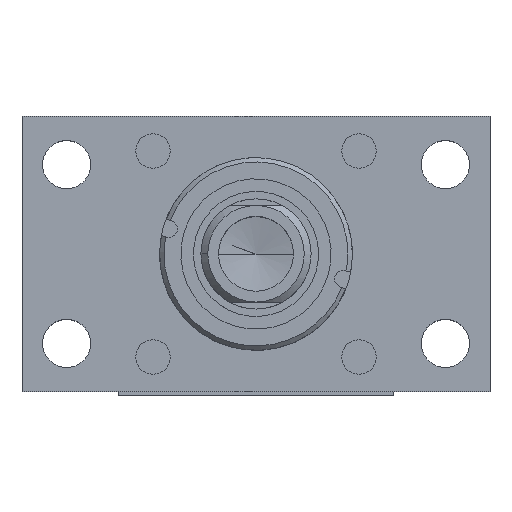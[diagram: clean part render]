
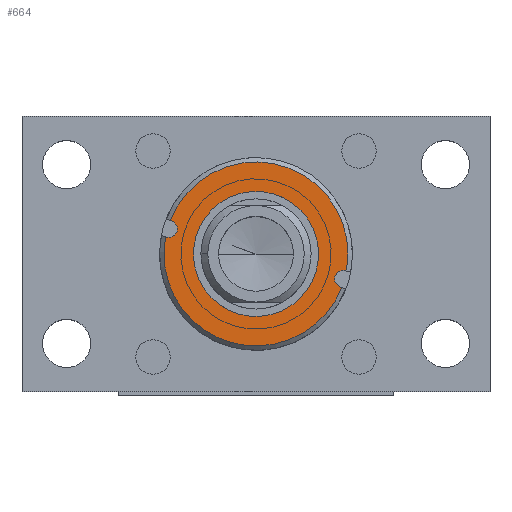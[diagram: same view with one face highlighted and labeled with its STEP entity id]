
A CAD part, top view. The second image highlights one B-rep face of the part: STEP entity #664.
In plain terms, the highlighted planar face has unit normal (0, 0, 1).
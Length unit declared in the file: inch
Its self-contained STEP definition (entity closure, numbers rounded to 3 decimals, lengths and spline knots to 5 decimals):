
#68 = CARTESIAN_POINT ( 'NONE',  ( 19.49558, 31.46727, -2.69734 ) ) ;
#105 = AXIS2_PLACEMENT_3D ( 'NONE', #2534, #7829, #3157 ) ;
#106 = ORIENTED_EDGE ( 'NONE', *, *, #4572, .T. ) ;
#109 = DIRECTION ( 'NONE',  ( 1., 0., 0. ) ) ;
#155 = DIRECTION ( 'NONE',  ( 0., -1., 0. ) ) ;
#247 = DIRECTION ( 'NONE',  ( 1., 0., 0. ) ) ;
#348 = DIRECTION ( 'NONE',  ( 0., -1., 0. ) ) ;
#479 = CIRCLE ( 'NONE', #2951, 0.5675 ) ;
#509 = ORIENTED_EDGE ( 'NONE', *, *, #1922, .T. ) ;
#601 = ORIENTED_EDGE ( 'NONE', *, *, #8492, .F. ) ;
#659 = DIRECTION ( 'NONE',  ( 1., 0., 0. ) ) ;
#664 = ADVANCED_FACE ( 'NONE', ( #3866, #4890 ), #8528, .F. ) ;
#738 = VERTEX_POINT ( 'NONE', #7267 ) ;
#777 = DIRECTION ( 'NONE',  ( 0., 0., -1. ) ) ;
#802 = CARTESIAN_POINT ( 'NONE',  ( 19.33958, 31.20342, -2.69734 ) ) ;
#819 = DIRECTION ( 'NONE',  ( -1., 0., 0. ) ) ;
#879 = EDGE_LOOP ( 'NONE', ( #601, #4190 ) ) ;
#922 = LINE ( 'NONE', #802, #1437 ) ;
#961 = AXIS2_PLACEMENT_3D ( 'NONE', #3337, #4053, #659 ) ;
#1014 = CARTESIAN_POINT ( 'NONE',  ( 19.41758, 30.63592, -2.69734 ) ) ;
#1122 = ORIENTED_EDGE ( 'NONE', *, *, #7044, .F. ) ;
#1435 = VERTEX_POINT ( 'NONE', #6987 ) ;
#1437 = VECTOR ( 'NONE', #155, 39.37008 ) ;
#1703 = CARTESIAN_POINT ( 'NONE',  ( 18.58258, 30.63592, -2.69734 ) ) ;
#1900 = EDGE_CURVE ( 'NONE', #1435, #2305, #3198, .T. ) ;
#1922 = EDGE_CURVE ( 'NONE', #5947, #5401, #5763, .T. ) ;
#1965 = ORIENTED_EDGE ( 'NONE', *, *, #2015, .F. ) ;
#2015 = EDGE_CURVE ( 'NONE', #738, #5401, #922, .T. ) ;
#2305 = VERTEX_POINT ( 'NONE', #68 ) ;
#2353 = VECTOR ( 'NONE', #7002, 39.37008 ) ;
#2365 = VERTEX_POINT ( 'NONE', #4634 ) ;
#2534 = CARTESIAN_POINT ( 'NONE',  ( 19.41758, 31.20342, -2.69734 ) ) ;
#2577 = ORIENTED_EDGE ( 'NONE', *, *, #8400, .T. ) ;
#2624 = CIRCLE ( 'NONE', #7169, 0.835 ) ;
#2683 = CARTESIAN_POINT ( 'NONE',  ( 19.49558, 31.20342, -2.69734 ) ) ;
#2731 = AXIS2_PLACEMENT_3D ( 'NONE', #6067, #777, #4732 ) ;
#2800 = ORIENTED_EDGE ( 'NONE', *, *, #6059, .T. ) ;
#2801 = CARTESIAN_POINT ( 'NONE',  ( 19.41758, 30.63592, -2.69734 ) ) ;
#2935 = ORIENTED_EDGE ( 'NONE', *, *, #3279, .T. ) ;
#2951 = AXIS2_PLACEMENT_3D ( 'NONE', #5924, #4588, #4921 ) ;
#3040 = VECTOR ( 'NONE', #3349, 39.37008 ) ;
#3157 = DIRECTION ( 'NONE',  ( 0., -1., 0. ) ) ;
#3198 = CIRCLE ( 'NONE', #3335, 0.835 ) ;
#3279 = EDGE_CURVE ( 'NONE', #7324, #2365, #7716, .T. ) ;
#3335 = AXIS2_PLACEMENT_3D ( 'NONE', #2801, #7439, #109 ) ;
#3337 = CARTESIAN_POINT ( 'NONE',  ( 19.41758, 30.63592, -2.69734 ) ) ;
#3349 = DIRECTION ( 'NONE',  ( 0., 1., 0. ) ) ;
#3475 = CIRCLE ( 'NONE', #961, 0.835 ) ;
#3522 = EDGE_CURVE ( 'NONE', #6770, #6866, #479, .T. ) ;
#3562 = CIRCLE ( 'NONE', #8215, 0.078 ) ;
#3595 = CARTESIAN_POINT ( 'NONE',  ( 19.33958, 29.80457, -2.69734 ) ) ;
#3666 = CARTESIAN_POINT ( 'NONE',  ( 19.41758, 30.63592, -2.69734 ) ) ;
#3866 = FACE_OUTER_BOUND ( 'NONE', #5874, .T. ) ;
#4002 = CARTESIAN_POINT ( 'NONE',  ( 19.49558, 31.45966, -2.69734 ) ) ;
#4053 = DIRECTION ( 'NONE',  ( 0., 0., 1. ) ) ;
#4103 = VERTEX_POINT ( 'NONE', #1703 ) ;
#4190 = ORIENTED_EDGE ( 'NONE', *, *, #3522, .F. ) ;
#4572 = EDGE_CURVE ( 'NONE', #738, #4103, #3475, .T. ) ;
#4588 = DIRECTION ( 'NONE',  ( 0., 0., 1. ) ) ;
#4634 = CARTESIAN_POINT ( 'NONE',  ( 19.33958, 29.81218, -2.69734 ) ) ;
#4732 = DIRECTION ( 'NONE',  ( -1., 0., 0. ) ) ;
#4890 = FACE_BOUND ( 'NONE', #879, .T. ) ;
#4921 = DIRECTION ( 'NONE',  ( 1., 0., 0. ) ) ;
#4991 = CARTESIAN_POINT ( 'NONE',  ( 18.85008, 30.63592, -2.69734 ) ) ;
#5208 = LINE ( 'NONE', #2683, #3040 ) ;
#5401 = VERTEX_POINT ( 'NONE', #7434 ) ;
#5485 = LINE ( 'NONE', #5639, #7759 ) ;
#5546 = VERTEX_POINT ( 'NONE', #8217 ) ;
#5639 = CARTESIAN_POINT ( 'NONE',  ( 19.49558, 31.20342, -2.69734 ) ) ;
#5763 = CIRCLE ( 'NONE', #2731, 0.078 ) ;
#5874 = EDGE_LOOP ( 'NONE', ( #1122, #7202, #2577, #509, #1965, #106, #8525, #2935, #2800 ) ) ;
#5924 = CARTESIAN_POINT ( 'NONE',  ( 19.41758, 30.63592, -2.69734 ) ) ;
#5935 = CARTESIAN_POINT ( 'NONE',  ( 19.41758, 29.81218, -2.69734 ) ) ;
#5947 = VERTEX_POINT ( 'NONE', #4002 ) ;
#6059 = EDGE_CURVE ( 'NONE', #2365, #5546, #3562, .T. ) ;
#6067 = CARTESIAN_POINT ( 'NONE',  ( 19.41758, 31.45966, -2.69734 ) ) ;
#6196 = DIRECTION ( 'NONE',  ( 0., 0., 1. ) ) ;
#6283 = AXIS2_PLACEMENT_3D ( 'NONE', #3666, #8280, #8218 ) ;
#6412 = CARTESIAN_POINT ( 'NONE',  ( 19.98508, 30.63592, -2.69734 ) ) ;
#6770 = VERTEX_POINT ( 'NONE', #4991 ) ;
#6866 = VERTEX_POINT ( 'NONE', #6412 ) ;
#6967 = CARTESIAN_POINT ( 'NONE',  ( 19.33958, 31.20342, -2.69734 ) ) ;
#6987 = CARTESIAN_POINT ( 'NONE',  ( 19.49558, 29.80457, -2.69734 ) ) ;
#7002 = DIRECTION ( 'NONE',  ( 0., 1., 0. ) ) ;
#7044 = EDGE_CURVE ( 'NONE', #1435, #5546, #5208, .T. ) ;
#7169 = AXIS2_PLACEMENT_3D ( 'NONE', #1014, #6196, #247 ) ;
#7202 = ORIENTED_EDGE ( 'NONE', *, *, #1900, .T. ) ;
#7267 = CARTESIAN_POINT ( 'NONE',  ( 19.33958, 31.46727, -2.69734 ) ) ;
#7324 = VERTEX_POINT ( 'NONE', #3595 ) ;
#7434 = CARTESIAN_POINT ( 'NONE',  ( 19.33958, 31.45966, -2.69734 ) ) ;
#7439 = DIRECTION ( 'NONE',  ( 0., 0., 1. ) ) ;
#7660 = CIRCLE ( 'NONE', #6283, 0.5675 ) ;
#7672 = EDGE_CURVE ( 'NONE', #4103, #7324, #2624, .T. ) ;
#7716 = LINE ( 'NONE', #6967, #2353 ) ;
#7759 = VECTOR ( 'NONE', #348, 39.37008 ) ;
#7829 = DIRECTION ( 'NONE',  ( 0., 0., -1. ) ) ;
#8015 = DIRECTION ( 'NONE',  ( 0., 0., -1. ) ) ;
#8215 = AXIS2_PLACEMENT_3D ( 'NONE', #5935, #8015, #819 ) ;
#8217 = CARTESIAN_POINT ( 'NONE',  ( 19.49558, 29.81218, -2.69734 ) ) ;
#8218 = DIRECTION ( 'NONE',  ( 1., 0., 0. ) ) ;
#8280 = DIRECTION ( 'NONE',  ( 0., 0., 1. ) ) ;
#8400 = EDGE_CURVE ( 'NONE', #2305, #5947, #5485, .T. ) ;
#8492 = EDGE_CURVE ( 'NONE', #6866, #6770, #7660, .T. ) ;
#8525 = ORIENTED_EDGE ( 'NONE', *, *, #7672, .T. ) ;
#8528 = PLANE ( 'NONE',  #105 ) ;
